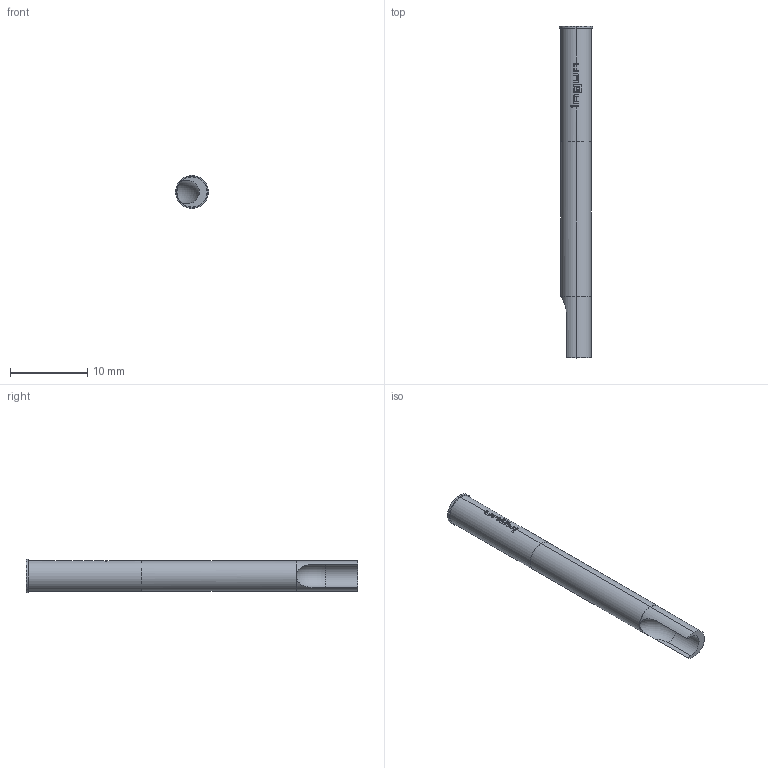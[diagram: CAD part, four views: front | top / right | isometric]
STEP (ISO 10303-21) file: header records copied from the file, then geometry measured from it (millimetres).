
FILE_DESCRIPTION (( 'STEP AP203' ), '1' );
FILE_NAME ('INGUN_KS-150_30_M3-H.STEP', '2022-02-09T05:20:21', ( 'ochi' ), ( '' ), 'SwSTEP 2.0', 'SolidWorks 2018', '' );
FILE_SCHEMA (( 'CONFIG_CONTROL_DESIGN' ));
Length unit declared in the file: millimetre
Products named in the file (1): INGUN_KS-150_30_M3-H
Bounding box: 4.3 x 43 x 4.3 mm (x, y, z)
Volume: 483.3 mm3; surface area: 577.6 mm2
Topology: 1 solids, 1 shells, 90 faces, 252 edges, 168 vertices
Faces by surface type: plane 47, bspline 22, cylinder 19, torus 2
Entity records: 3372 total; most frequent: CARTESIAN_POINT 1134, ORIENTED_EDGE 504, DIRECTION 381, EDGE_CURVE 252, VERTEX_POINT 168, AXIS2_PLACEMENT_3D 149, EDGE_LOOP 94, ADVANCED_FACE 90
